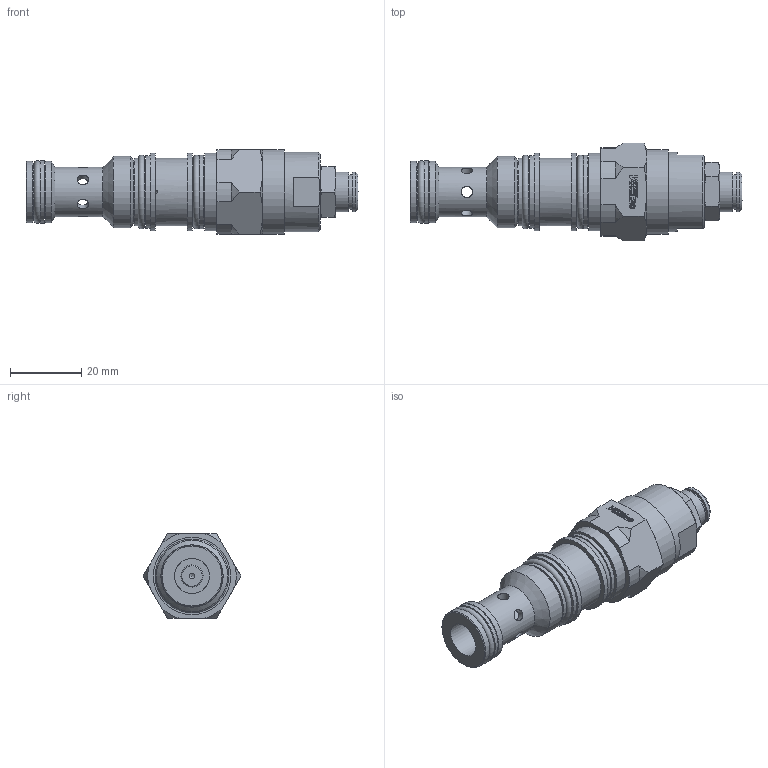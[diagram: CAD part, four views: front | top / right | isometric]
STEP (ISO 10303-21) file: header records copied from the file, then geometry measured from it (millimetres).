
FILE_DESCRIPTION((''),'2;1');
FILE_NAME('55T11C.stp','2015-01-08T11:17:45',('jml'),(''),'Autodesk Inventor 2010','Autodesk Inventor 2010','');
FILE_SCHEMA(('AUTOMOTIVE_DESIGN { 1 0 10303 214 1 1 1 1 }'));
Length unit declared in the file: inch
Products named in the file (12): 55T11C; 221203; 221259; 221260; 015 O-RING; 017 O-RING; 908 O-RING; 015 BACKUP; 016 BACKUP; 017 BACKUP; 012 O-RING; 990247
Assembly tree (12 placements, depth 2):
  55T11C
    221203
    221259
    221260
    015 O-RING
    017 O-RING  x2
    908 O-RING
    015 BACKUP
    016 BACKUP
    017 BACKUP
    012 O-RING
    990247
Bounding box: 93.4 x 27.48 x 23.8 mm (x, y, z)
Volume: 18443.5 mm3; surface area: 16976.2 mm2
Topology: 12 solids, 12 shells, 267 faces, 647 edges, 424 vertices
Faces by surface type: plane 139, cylinder 68, cone 52, torus 8
Full cylindrical faces by diameter (mm): 0.87 x1, 0.965 x1, 1.575 x1, 3.175 x6, 3.962 x1, 6.223 x1, 6.553 x1, 9.652 x1, 9.728 x1, 9.931 x1, 10.668 x1, 11.1 x3, 13.437 x2, 13.538 x1, 13.919 x1, 13.97 x1, 14.554 x1, 14.986 x2, 15.138 x1, 16.51 x1, 16.764 x1, 17.323 x1, 17.361 x2, 17.526 x1, 17.729 x1, 18.085 x1, 18.923 x2, 19.05 x2, 20 x1, 20.511 x1
Entity records: 8170 total; most frequent: CARTESIAN_POINT 1834, DIRECTION 1229, ORIENTED_EDGE 1104, EDGE_CURVE 552, AXIS2_PLACEMENT_3D 469, VERTEX_POINT 402, EDGE_LOOP 394, VECTOR 291
